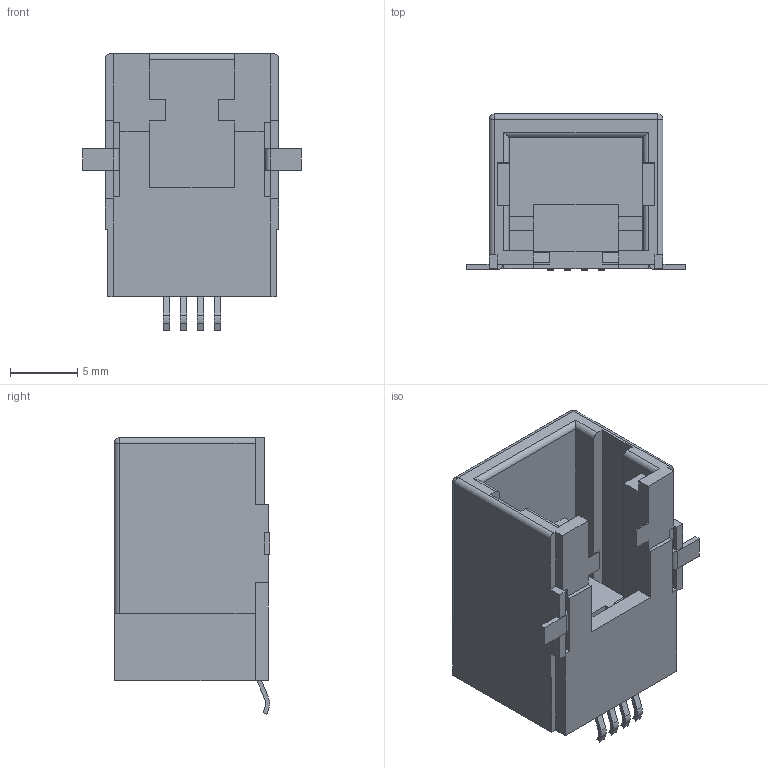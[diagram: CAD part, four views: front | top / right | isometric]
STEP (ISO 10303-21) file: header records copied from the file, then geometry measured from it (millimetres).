
FILE_DESCRIPTION (( 'STEP AP214' ), '1' );
FILE_NAME ('GMX-SMT4-N-64_rA4.STEP', '2014-02-12T19:23:55', ( 'Daniel' ), ( 'Microsoft' ), 'SwSTEP 2.0', 'SolidWorks 2012', '' );
FILE_SCHEMA (( 'AUTOMOTIVE_DESIGN' ));
Length unit declared in the file: millimetre
Products named in the file (1): GMX-SMT4-N-64_rA4
Bounding box: 16.31 x 11.6 x 20.6 mm (x, y, z)
Volume: 1415.7 mm3; surface area: 1729.7 mm2
Topology: 1 solids, 1 shells, 142 faces, 396 edges, 258 vertices
Faces by surface type: plane 120, cylinder 20, sphere 2
Entity records: 5532 total; most frequent: CARTESIAN_POINT 801, ORIENTED_EDGE 788, DIRECTION 716, EDGE_CURVE 394, VECTOR 354, LINE 354, VERTEX_POINT 258, AXIS2_PLACEMENT_3D 181
